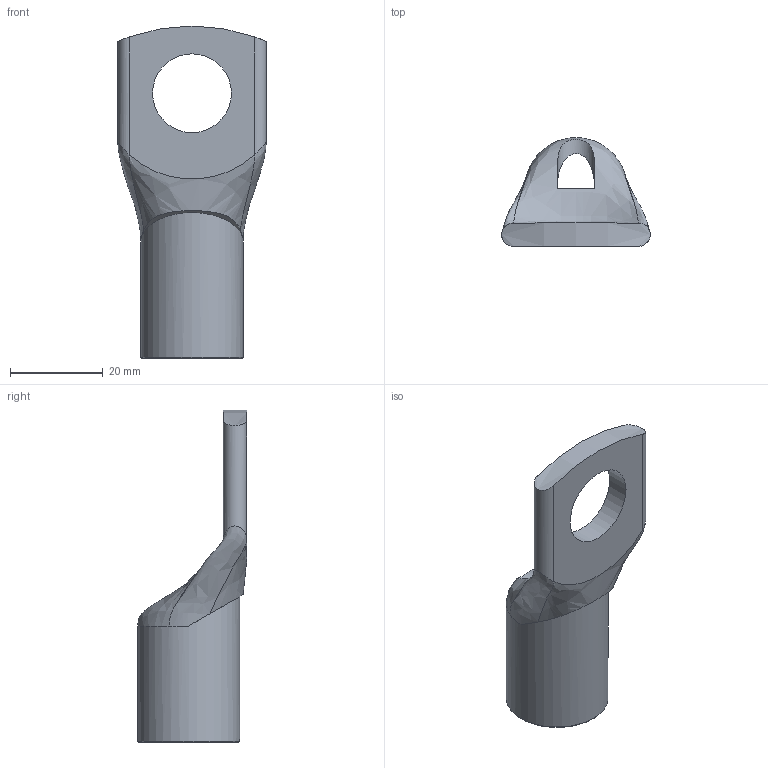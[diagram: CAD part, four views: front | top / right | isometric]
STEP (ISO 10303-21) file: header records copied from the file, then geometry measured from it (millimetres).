
FILE_DESCRIPTION((''),'2;1');
FILE_NAME('PK120-17.stp','2016-02-12T07:50:26',(''),(''),'Autodesk Inventor 2010','Autodesk Inventor 2010','');
FILE_SCHEMA(('AUTOMOTIVE_DESIGN { 1 0 10303 214 1 1 1 1 }'));
Length unit declared in the file: millimetre
Products named in the file (1): PK120-17
Bounding box: 32 x 23.5 x 71.57 mm (x, y, z)
Volume: 10067.5 mm3; surface area: 7136 mm2
Topology: 1 solids, 1 shells, 161 faces, 436 edges, 290 vertices
Faces by surface type: plane 85, bspline 38, cylinder 36, torus 1, cone 1
Full cylindrical faces by diameter (mm): 17 x2, 22 x1
Entity records: 6000 total; most frequent: CARTESIAN_POINT 2143, ORIENTED_EDGE 860, DIRECTION 665, EDGE_CURVE 430, VERTEX_POINT 289, VECTOR 265, LINE 265, AXIS2_PLACEMENT_3D 200
